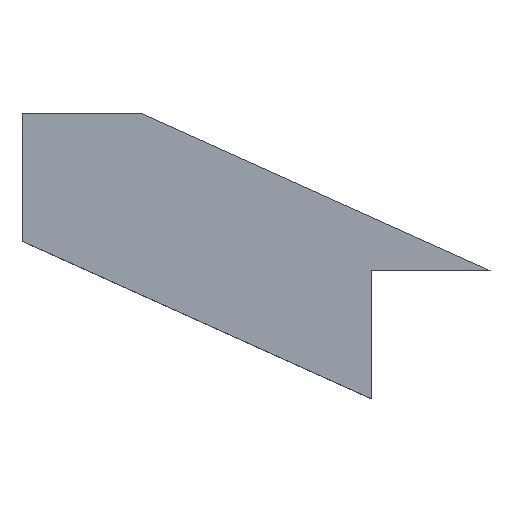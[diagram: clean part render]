
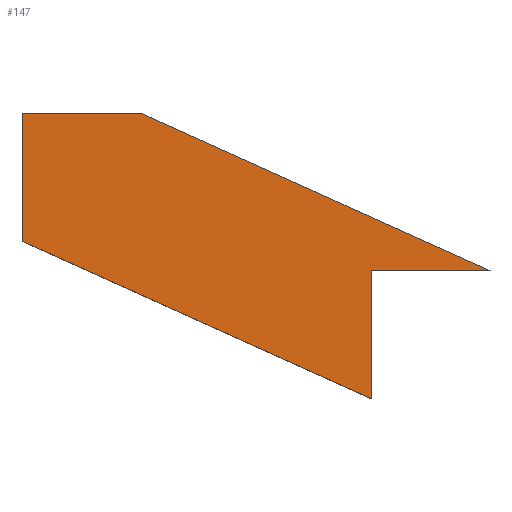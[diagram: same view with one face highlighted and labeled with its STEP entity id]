
A CAD part, top view. The second image highlights one B-rep face of the part: STEP entity #147.
In plain terms, the highlighted planar face has unit normal (0, 0, 1).
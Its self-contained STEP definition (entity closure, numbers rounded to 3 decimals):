
#21=FACE_OUTER_BOUND('',#29,.T.);
#29=EDGE_LOOP('',(#121,#122,#123,#124,#125,#126));
#31=LINE('',#211,#49);
#35=LINE('',#219,#53);
#38=LINE('',#225,#56);
#41=LINE('',#231,#59);
#44=LINE('',#237,#62);
#47=LINE('',#242,#65);
#49=VECTOR('',#175,10.);
#53=VECTOR('',#181,10.);
#56=VECTOR('',#186,10.);
#59=VECTOR('',#191,10.);
#62=VECTOR('',#196,10.);
#65=VECTOR('',#201,10.);
#67=VERTEX_POINT('',#209);
#68=VERTEX_POINT('',#210);
#71=VERTEX_POINT('',#218);
#73=VERTEX_POINT('',#224);
#75=VERTEX_POINT('',#230);
#77=VERTEX_POINT('',#236);
#79=EDGE_CURVE('',#67,#68,#31,.T.);
#83=EDGE_CURVE('',#68,#71,#35,.T.);
#86=EDGE_CURVE('',#71,#73,#38,.T.);
#89=EDGE_CURVE('',#73,#75,#41,.T.);
#92=EDGE_CURVE('',#75,#77,#44,.T.);
#95=EDGE_CURVE('',#77,#67,#47,.T.);
#121=ORIENTED_EDGE('',*,*,#95,.T.);
#122=ORIENTED_EDGE('',*,*,#79,.T.);
#123=ORIENTED_EDGE('',*,*,#83,.T.);
#124=ORIENTED_EDGE('',*,*,#86,.T.);
#125=ORIENTED_EDGE('',*,*,#89,.T.);
#126=ORIENTED_EDGE('',*,*,#92,.T.);
#139=PLANE('',#169);
#147=ADVANCED_FACE('',(#21),#139,.T.);
#169=AXIS2_PLACEMENT_3D('',#244,#203,#204);
#175=DIRECTION('',(0.,-1.,0.));
#181=DIRECTION('',(0.912,-0.41,0.));
#186=DIRECTION('',(0.,1.,0.));
#191=DIRECTION('',(1.,0.,0.));
#196=DIRECTION('',(-0.912,0.41,0.));
#201=DIRECTION('',(-1.,0.,0.));
#203=DIRECTION('center_axis',(0.,0.,1.));
#204=DIRECTION('ref_axis',(1.,0.,0.));
#209=CARTESIAN_POINT('',(-20.229,-20.,0.));
#210=CARTESIAN_POINT('',(-20.229,-42.,0.));
#211=CARTESIAN_POINT('',(-20.229,-20.,0.));
#218=CARTESIAN_POINT('',(39.771,-69.,0.));
#219=CARTESIAN_POINT('',(-20.229,-42.,0.));
#224=CARTESIAN_POINT('',(39.771,-47.,0.));
#225=CARTESIAN_POINT('',(39.771,-69.,0.));
#230=CARTESIAN_POINT('',(60.,-47.,0.));
#231=CARTESIAN_POINT('',(39.771,-47.,0.));
#236=CARTESIAN_POINT('',(0.,-20.,0.));
#237=CARTESIAN_POINT('',(60.,-47.,0.));
#242=CARTESIAN_POINT('',(0.,-20.,0.));
#244=CARTESIAN_POINT('Origin',(19.885,-44.5,0.));
